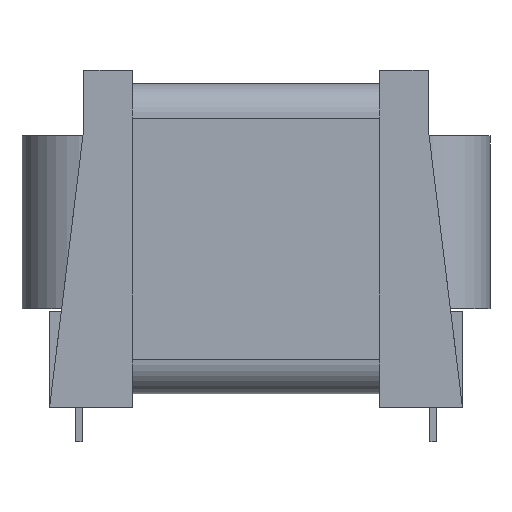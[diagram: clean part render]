
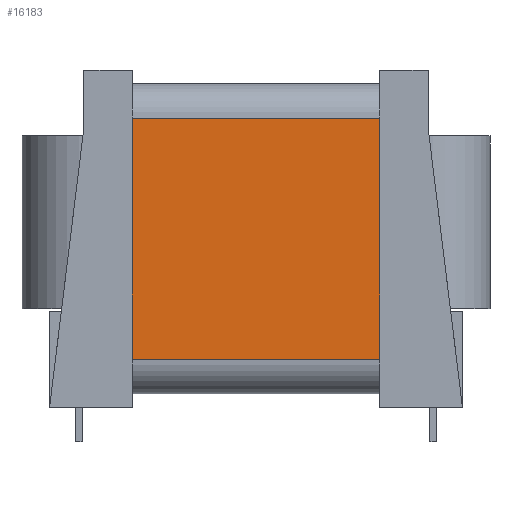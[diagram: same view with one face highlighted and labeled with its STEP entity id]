
A CAD part, left-side view. The second image highlights one B-rep face of the part: STEP entity #16183.
In plain terms, the highlighted planar face has unit normal (-1, 0, 0).
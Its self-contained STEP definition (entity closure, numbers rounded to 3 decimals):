
#1240=PLANE('',#17169);
#1780=FACE_OUTER_BOUND('',#2703,.T.);
#2703=EDGE_LOOP('',(#11233,#11234,#11235,#11236));
#3663=LINE('',#20685,#5366);
#3664=LINE('',#20688,#5367);
#3668=LINE('',#20702,#5371);
#3669=LINE('',#20703,#5372);
#5366=VECTOR('',#17774,10.);
#5367=VECTOR('',#17777,10.);
#5371=VECTOR('',#17789,10.);
#5372=VECTOR('',#17790,10.);
#7104=VERTEX_POINT('',#20678);
#7107=VERTEX_POINT('',#20683);
#7108=VERTEX_POINT('',#20687);
#7114=VERTEX_POINT('',#20701);
#8753=EDGE_CURVE('',#7107,#7104,#3663,.T.);
#8754=EDGE_CURVE('',#7104,#7108,#3664,.T.);
#8761=EDGE_CURVE('',#7107,#7114,#3668,.T.);
#8762=EDGE_CURVE('',#7108,#7114,#3669,.T.);
#11233=ORIENTED_EDGE('',*,*,#8753,.F.);
#11234=ORIENTED_EDGE('',*,*,#8761,.T.);
#11235=ORIENTED_EDGE('',*,*,#8762,.F.);
#11236=ORIENTED_EDGE('',*,*,#8754,.F.);
#16183=ADVANCED_FACE('',(#1780),#1240,.T.);
#17169=AXIS2_PLACEMENT_3D('',#20700,#17787,#17788);
#17774=DIRECTION('',(0.,1.,0.));
#17777=DIRECTION('',(0.,0.,1.));
#17787=DIRECTION('center_axis',(-1.,0.,0.));
#17788=DIRECTION('ref_axis',(0.,-1.,0.));
#17789=DIRECTION('',(0.,0.,1.));
#17790=DIRECTION('',(0.,-1.,0.));
#20678=CARTESIAN_POINT('',(-30.5,18.,-23.));
#20683=CARTESIAN_POINT('',(-30.5,-18.,-23.));
#20685=CARTESIAN_POINT('',(-30.5,9.,-23.));
#20687=CARTESIAN_POINT('',(-30.5,18.,12.));
#20688=CARTESIAN_POINT('',(-30.5,18.,-28.));
#20700=CARTESIAN_POINT('Origin',(-30.5,18.,-28.));
#20701=CARTESIAN_POINT('',(-30.5,-18.,12.));
#20702=CARTESIAN_POINT('',(-30.5,-18.,-28.));
#20703=CARTESIAN_POINT('',(-30.5,9.,12.));
